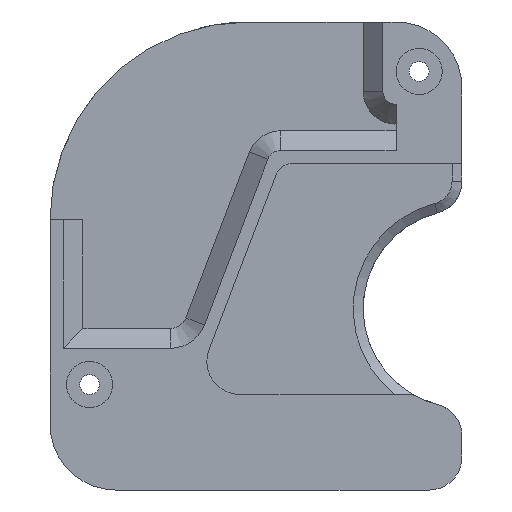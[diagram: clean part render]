
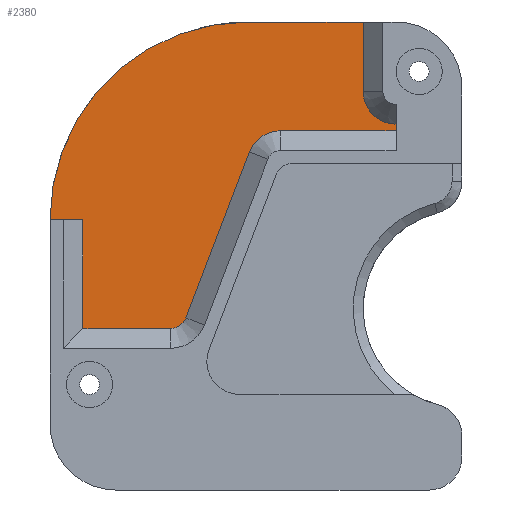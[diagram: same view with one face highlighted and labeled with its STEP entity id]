
A CAD part, left-side view. The second image highlights one B-rep face of the part: STEP entity #2380.
In plain terms, the highlighted planar face has unit normal (-1, 0, 0).
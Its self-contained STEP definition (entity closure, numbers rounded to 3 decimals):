
#2 = VECTOR ( 'NONE', #2316, 1000. ) ;
#6 = AXIS2_PLACEMENT_3D ( 'NONE', #1281, #996, #3585 ) ;
#38 = CARTESIAN_POINT ( 'NONE',  ( 6., -32.5, 71. ) ) ;
#133 = LINE ( 'NONE', #2610, #783 ) ;
#135 = EDGE_CURVE ( 'NONE', #2686, #3404, #2802, .T. ) ;
#152 = ORIENTED_EDGE ( 'NONE', *, *, #1780, .T. ) ;
#206 = DIRECTION ( 'NONE',  ( 0., 1., 0. ) ) ;
#207 = VERTEX_POINT ( 'NONE', #1870 ) ;
#327 = CARTESIAN_POINT ( 'NONE',  ( 6., -42.5, 38. ) ) ;
#340 = CARTESIAN_POINT ( 'NONE',  ( 6., 2.5, 11. ) ) ;
#390 = ORIENTED_EDGE ( 'NONE', *, *, #2625, .T. ) ;
#466 = DIRECTION ( 'NONE',  ( 0., 0., -1. ) ) ;
#495 = CARTESIAN_POINT ( 'NONE',  ( 6., 62.5, 11. ) ) ;
#510 = LINE ( 'NONE', #495, #973 ) ;
#546 = EDGE_CURVE ( 'NONE', #1535, #207, #1492, .T. ) ;
#608 = LINE ( 'NONE', #3316, #2850 ) ;
#621 = CARTESIAN_POINT ( 'NONE',  ( 6., 52.5, 11. ) ) ;
#629 = ORIENTED_EDGE ( 'NONE', *, *, #3208, .T. ) ;
#679 = CARTESIAN_POINT ( 'NONE',  ( 6., -7.376, 28. ) ) ;
#771 = EDGE_CURVE ( 'NONE', #2082, #2686, #608, .T. ) ;
#779 = DIRECTION ( 'NONE',  ( 1., 0., 0. ) ) ;
#783 = VECTOR ( 'NONE', #908, 1000. ) ;
#790 = LINE ( 'NONE', #1727, #1717 ) ;
#834 = ORIENTED_EDGE ( 'NONE', *, *, #3408, .T. ) ;
#908 = DIRECTION ( 'NONE',  ( 0., 0., -1. ) ) ;
#949 = ORIENTED_EDGE ( 'NONE', *, *, #3614, .T. ) ;
#973 = VECTOR ( 'NONE', #1083, 1000. ) ;
#982 = EDGE_CURVE ( 'NONE', #3648, #2082, #2107, .T. ) ;
#990 = DIRECTION ( 'NONE',  ( 1., 0., 0. ) ) ;
#996 = DIRECTION ( 'NONE',  ( -1., 0., 0. ) ) ;
#1009 = VECTOR ( 'NONE', #1935, 1000. ) ;
#1030 = DIRECTION ( 'NONE',  ( 1., 0., 0. ) ) ;
#1056 = LINE ( 'NONE', #327, #2 ) ;
#1083 = DIRECTION ( 'NONE',  ( 0., -1., 0. ) ) ;
#1154 = VERTEX_POINT ( 'NONE', #621 ) ;
#1224 = CARTESIAN_POINT ( 'NONE',  ( 6., -42.5, 38. ) ) ;
#1230 = ORIENTED_EDGE ( 'NONE', *, *, #982, .T. ) ;
#1281 = CARTESIAN_POINT ( 'NONE',  ( 6., 25.938, -17. ) ) ;
#1317 = VECTOR ( 'NONE', #206, 1000. ) ;
#1364 = ORIENTED_EDGE ( 'NONE', *, *, #3458, .T. ) ;
#1469 = DIRECTION ( 'NONE',  ( -1., 0., 0. ) ) ;
#1492 = LINE ( 'NONE', #38, #3300 ) ;
#1535 = VERTEX_POINT ( 'NONE', #3429 ) ;
#1568 = LINE ( 'NONE', #1681, #1009 ) ;
#1578 = VERTEX_POINT ( 'NONE', #2754 ) ;
#1681 = CARTESIAN_POINT ( 'NONE',  ( 6., -7.376, 38. ) ) ;
#1706 = CARTESIAN_POINT ( 'NONE',  ( 6., -42.5, 40. ) ) ;
#1717 = VECTOR ( 'NONE', #2077, 1000. ) ;
#1719 = LINE ( 'NONE', #1960, #1317 ) ;
#1727 = CARTESIAN_POINT ( 'NONE',  ( 6., 25.938, -22. ) ) ;
#1771 = CARTESIAN_POINT ( 'NONE',  ( 6., 21.269, -18.79 ) ) ;
#1780 = EDGE_CURVE ( 'NONE', #2539, #3079, #3326, .T. ) ;
#1826 = DIRECTION ( 'NONE',  ( 0., 0., -1. ) ) ;
#1870 = CARTESIAN_POINT ( 'NONE',  ( 6., -32.5, 71. ) ) ;
#1885 = ORIENTED_EDGE ( 'NONE', *, *, #135, .T. ) ;
#1935 = DIRECTION ( 'NONE',  ( 0., -1., 0. ) ) ;
#1960 = CARTESIAN_POINT ( 'NONE',  ( 6., 2.5, 71. ) ) ;
#2077 = DIRECTION ( 'NONE',  ( 0., -1., 0. ) ) ;
#2082 = VERTEX_POINT ( 'NONE', #1771 ) ;
#2107 = CIRCLE ( 'NONE', #6, 5. ) ;
#2181 = AXIS2_PLACEMENT_3D ( 'NONE', #340, #1469, #3510 ) ;
#2213 = AXIS2_PLACEMENT_3D ( 'NONE', #3641, #779, #2779 ) ;
#2228 = CARTESIAN_POINT ( 'NONE',  ( 6., 2.5, 71. ) ) ;
#2249 = CARTESIAN_POINT ( 'NONE',  ( 6., -7.376, 38. ) ) ;
#2316 = DIRECTION ( 'NONE',  ( 0., 0., 1. ) ) ;
#2380 = ADVANCED_FACE ( 'NONE', ( #3257 ), #3666, .F. ) ;
#2392 = CARTESIAN_POINT ( 'NONE',  ( 6., 62.5, 11. ) ) ;
#2465 = AXIS2_PLACEMENT_3D ( 'NONE', #2778, #1030, #466 ) ;
#2539 = VERTEX_POINT ( 'NONE', #2228 ) ;
#2576 = ORIENTED_EDGE ( 'NONE', *, *, #2897, .T. ) ;
#2599 = DIRECTION ( 'NONE',  ( 0., 0., 1. ) ) ;
#2610 = CARTESIAN_POINT ( 'NONE',  ( 6., 52.5, 11. ) ) ;
#2625 = EDGE_CURVE ( 'NONE', #3404, #2914, #1568, .T. ) ;
#2628 = EDGE_LOOP ( 'NONE', ( #152, #1364, #2576, #949, #1230, #2859, #1885, #390, #2723, #629, #3676, #834 ) ) ;
#2686 = VERTEX_POINT ( 'NONE', #3108 ) ;
#2723 = ORIENTED_EDGE ( 'NONE', *, *, #3550, .T. ) ;
#2747 = AXIS2_PLACEMENT_3D ( 'NONE', #679, #990, #1826 ) ;
#2754 = CARTESIAN_POINT ( 'NONE',  ( 6., 52.5, -22. ) ) ;
#2772 = DIRECTION ( 'NONE',  ( 0., -0.358, 0.934 ) ) ;
#2778 = CARTESIAN_POINT ( 'NONE',  ( 6., -42.5, 50. ) ) ;
#2779 = DIRECTION ( 'NONE',  ( 0., 0., -1. ) ) ;
#2802 = CIRCLE ( 'NONE', #2747, 10. ) ;
#2814 = VERTEX_POINT ( 'NONE', #1706 ) ;
#2837 = CIRCLE ( 'NONE', #2465, 10. ) ;
#2850 = VECTOR ( 'NONE', #2772, 1000. ) ;
#2859 = ORIENTED_EDGE ( 'NONE', *, *, #771, .T. ) ;
#2897 = EDGE_CURVE ( 'NONE', #1154, #1578, #133, .T. ) ;
#2914 = VERTEX_POINT ( 'NONE', #1224 ) ;
#2941 = CARTESIAN_POINT ( 'NONE',  ( 6., 25.938, -22. ) ) ;
#3079 = VERTEX_POINT ( 'NONE', #2392 ) ;
#3108 = CARTESIAN_POINT ( 'NONE',  ( 6., 1.961, 31.579 ) ) ;
#3208 = EDGE_CURVE ( 'NONE', #2814, #1535, #2837, .T. ) ;
#3257 = FACE_OUTER_BOUND ( 'NONE', #2628, .T. ) ;
#3300 = VECTOR ( 'NONE', #2599, 1000. ) ;
#3316 = CARTESIAN_POINT ( 'NONE',  ( 6., 21.269, -18.79 ) ) ;
#3326 = CIRCLE ( 'NONE', #2181, 60. ) ;
#3404 = VERTEX_POINT ( 'NONE', #2249 ) ;
#3408 = EDGE_CURVE ( 'NONE', #207, #2539, #1719, .T. ) ;
#3429 = CARTESIAN_POINT ( 'NONE',  ( 6., -32.5, 50. ) ) ;
#3458 = EDGE_CURVE ( 'NONE', #3079, #1154, #510, .T. ) ;
#3510 = DIRECTION ( 'NONE',  ( 0., 0., -1. ) ) ;
#3550 = EDGE_CURVE ( 'NONE', #2914, #2814, #1056, .T. ) ;
#3585 = DIRECTION ( 'NONE',  ( 0., 0., 1. ) ) ;
#3614 = EDGE_CURVE ( 'NONE', #1578, #3648, #790, .T. ) ;
#3641 = CARTESIAN_POINT ( 'NONE',  ( 6., 2.5, 11. ) ) ;
#3648 = VERTEX_POINT ( 'NONE', #2941 ) ;
#3666 = PLANE ( 'NONE',  #2213 ) ;
#3676 = ORIENTED_EDGE ( 'NONE', *, *, #546, .T. ) ;
